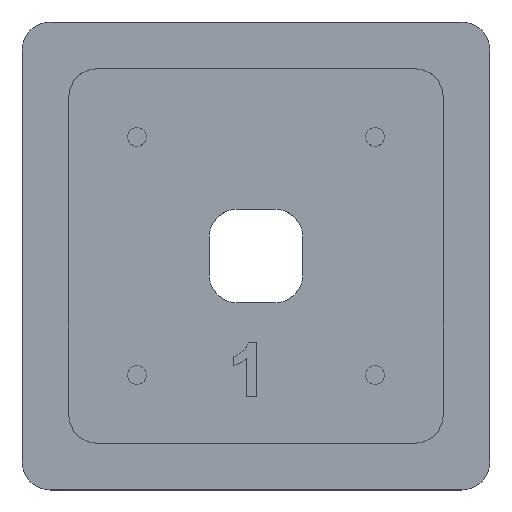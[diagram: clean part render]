
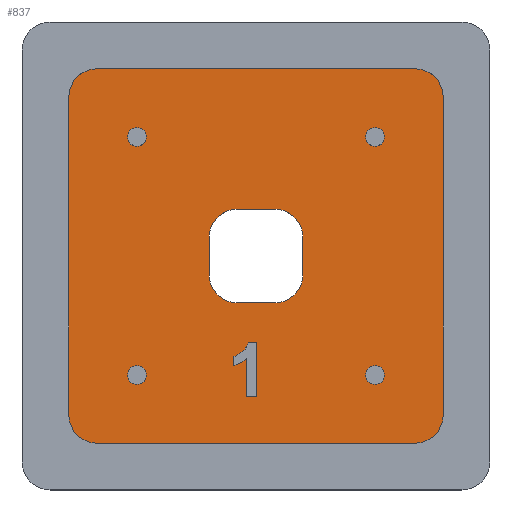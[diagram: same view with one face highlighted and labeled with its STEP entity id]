
A CAD part, top view. The second image highlights one B-rep face of the part: STEP entity #837.
In plain terms, the highlighted planar face has unit normal (0, 0, 1).
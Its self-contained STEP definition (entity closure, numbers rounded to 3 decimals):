
#449 = EDGE_CURVE('',#450,#452,#454,.T.);
#450 = VERTEX_POINT('',#451);
#451 = CARTESIAN_POINT('',(20.,23.,1.));
#452 = VERTEX_POINT('',#453);
#453 = CARTESIAN_POINT('',(20.,27.,1.));
#454 = LINE('',#455,#456);
#455 = CARTESIAN_POINT('',(20.,22.5,1.));
#456 = VECTOR('',#457,1.);
#457 = DIRECTION('',(0.,1.,0.));
#480 = EDGE_CURVE('',#450,#481,#483,.T.);
#481 = VERTEX_POINT('',#482);
#482 = CARTESIAN_POINT('',(23.,20.,1.));
#483 = CIRCLE('',#484,3.);
#484 = AXIS2_PLACEMENT_3D('',#485,#486,#487);
#485 = CARTESIAN_POINT('',(23.,23.,1.));
#486 = DIRECTION('',(0.,-0.,1.));
#487 = DIRECTION('',(0.,1.,0.));
#505 = EDGE_CURVE('',#452,#506,#508,.T.);
#506 = VERTEX_POINT('',#507);
#507 = CARTESIAN_POINT('',(23.,30.,1.));
#508 = CIRCLE('',#509,3.);
#509 = AXIS2_PLACEMENT_3D('',#510,#511,#512);
#510 = CARTESIAN_POINT('',(23.,27.,1.));
#511 = DIRECTION('',(0.,0.,-1.));
#512 = DIRECTION('',(0.,1.,0.));
#530 = EDGE_CURVE('',#531,#481,#533,.T.);
#531 = VERTEX_POINT('',#532);
#532 = CARTESIAN_POINT('',(27.,20.,1.));
#533 = LINE('',#534,#535);
#534 = CARTESIAN_POINT('',(27.5,20.,1.));
#535 = VECTOR('',#536,1.);
#536 = DIRECTION('',(-1.,0.,0.));
#554 = EDGE_CURVE('',#506,#555,#557,.T.);
#555 = VERTEX_POINT('',#556);
#556 = CARTESIAN_POINT('',(27.,30.,1.));
#557 = LINE('',#558,#559);
#558 = CARTESIAN_POINT('',(22.5,30.,1.));
#559 = VECTOR('',#560,1.);
#560 = DIRECTION('',(1.,0.,0.));
#578 = EDGE_CURVE('',#531,#579,#581,.T.);
#579 = VERTEX_POINT('',#580);
#580 = CARTESIAN_POINT('',(30.,23.,1.));
#581 = CIRCLE('',#582,3.);
#582 = AXIS2_PLACEMENT_3D('',#583,#584,#585);
#583 = CARTESIAN_POINT('',(27.,23.,1.));
#584 = DIRECTION('',(0.,-0.,1.));
#585 = DIRECTION('',(0.,1.,0.));
#603 = EDGE_CURVE('',#604,#555,#606,.T.);
#604 = VERTEX_POINT('',#605);
#605 = CARTESIAN_POINT('',(30.,27.,1.));
#606 = CIRCLE('',#607,3.);
#607 = AXIS2_PLACEMENT_3D('',#608,#609,#610);
#608 = CARTESIAN_POINT('',(27.,27.,1.));
#609 = DIRECTION('',(0.,-0.,1.));
#610 = DIRECTION('',(0.,1.,0.));
#628 = EDGE_CURVE('',#604,#579,#629,.T.);
#629 = LINE('',#630,#631);
#630 = CARTESIAN_POINT('',(30.,27.5,1.));
#631 = VECTOR('',#632,1.);
#632 = DIRECTION('',(0.,-1.,0.));
#647 = VERTEX_POINT('',#648);
#648 = CARTESIAN_POINT('',(5.,8.,1.));
#654 = EDGE_CURVE('',#647,#655,#657,.T.);
#655 = VERTEX_POINT('',#656);
#656 = CARTESIAN_POINT('',(5.,42.,1.));
#657 = LINE('',#658,#659);
#658 = CARTESIAN_POINT('',(5.,5.,1.));
#659 = VECTOR('',#660,1.);
#660 = DIRECTION('',(0.,1.,0.));
#678 = VERTEX_POINT('',#679);
#679 = CARTESIAN_POINT('',(8.,5.,1.));
#685 = EDGE_CURVE('',#647,#678,#686,.T.);
#686 = CIRCLE('',#687,3.);
#687 = AXIS2_PLACEMENT_3D('',#688,#689,#690);
#688 = CARTESIAN_POINT('',(8.,8.,1.));
#689 = DIRECTION('',(0.,-0.,1.));
#690 = DIRECTION('',(0.,1.,0.));
#703 = VERTEX_POINT('',#704);
#704 = CARTESIAN_POINT('',(8.,45.,1.));
#710 = EDGE_CURVE('',#655,#703,#711,.T.);
#711 = CIRCLE('',#712,3.);
#712 = AXIS2_PLACEMENT_3D('',#713,#714,#715);
#713 = CARTESIAN_POINT('',(8.,42.,1.));
#714 = DIRECTION('',(0.,0.,-1.));
#715 = DIRECTION('',(0.,1.,0.));
#728 = VERTEX_POINT('',#729);
#729 = CARTESIAN_POINT('',(42.,5.,1.));
#735 = EDGE_CURVE('',#728,#678,#736,.T.);
#736 = LINE('',#737,#738);
#737 = CARTESIAN_POINT('',(45.,5.,1.));
#738 = VECTOR('',#739,1.);
#739 = DIRECTION('',(-1.,0.,0.));
#752 = EDGE_CURVE('',#703,#753,#755,.T.);
#753 = VERTEX_POINT('',#754);
#754 = CARTESIAN_POINT('',(42.,45.,1.));
#755 = LINE('',#756,#757);
#756 = CARTESIAN_POINT('',(5.,45.,1.));
#757 = VECTOR('',#758,1.);
#758 = DIRECTION('',(1.,0.,0.));
#776 = VERTEX_POINT('',#777);
#777 = CARTESIAN_POINT('',(45.,8.,1.));
#783 = EDGE_CURVE('',#728,#776,#784,.T.);
#784 = CIRCLE('',#785,3.);
#785 = AXIS2_PLACEMENT_3D('',#786,#787,#788);
#786 = CARTESIAN_POINT('',(42.,8.,1.));
#787 = DIRECTION('',(0.,-0.,1.));
#788 = DIRECTION('',(0.,1.,0.));
#801 = EDGE_CURVE('',#802,#753,#804,.T.);
#802 = VERTEX_POINT('',#803);
#803 = CARTESIAN_POINT('',(45.,42.,1.));
#804 = CIRCLE('',#805,3.);
#805 = AXIS2_PLACEMENT_3D('',#806,#807,#808);
#806 = CARTESIAN_POINT('',(42.,42.,1.));
#807 = DIRECTION('',(0.,-0.,1.));
#808 = DIRECTION('',(0.,1.,0.));
#826 = EDGE_CURVE('',#802,#776,#827,.T.);
#827 = LINE('',#828,#829);
#828 = CARTESIAN_POINT('',(45.,45.,1.));
#829 = VECTOR('',#830,1.);
#830 = DIRECTION('',(0.,-1.,0.));
#837 = ADVANCED_FACE('',(#838,#848,#859,#925,#936,#946,#957),#968,.F.);
#838 = FACE_BOUND('',#839,.F.);
#839 = EDGE_LOOP('',(#840,#841,#842,#843,#844,#845,#846,#847));
#840 = ORIENTED_EDGE('',*,*,#752,.T.);
#841 = ORIENTED_EDGE('',*,*,#801,.F.);
#842 = ORIENTED_EDGE('',*,*,#826,.T.);
#843 = ORIENTED_EDGE('',*,*,#783,.F.);
#844 = ORIENTED_EDGE('',*,*,#735,.T.);
#845 = ORIENTED_EDGE('',*,*,#685,.F.);
#846 = ORIENTED_EDGE('',*,*,#654,.T.);
#847 = ORIENTED_EDGE('',*,*,#710,.T.);
#848 = FACE_BOUND('',#849,.F.);
#849 = EDGE_LOOP('',(#850));
#850 = ORIENTED_EDGE('',*,*,#851,.T.);
#851 = EDGE_CURVE('',#852,#852,#854,.T.);
#852 = VERTEX_POINT('',#853);
#853 = CARTESIAN_POINT('',(38.725,12.275,1.));
#854 = CIRCLE('',#855,1.);
#855 = AXIS2_PLACEMENT_3D('',#856,#857,#858);
#856 = CARTESIAN_POINT('',(37.725,12.275,1.));
#857 = DIRECTION('',(0.,0.,1.));
#858 = DIRECTION('',(1.,0.,0.));
#859 = FACE_BOUND('',#860,.F.);
#860 = EDGE_LOOP('',(#861,#871,#879,#887,#895,#903,#911,#919));
#861 = ORIENTED_EDGE('',*,*,#862,.F.);
#862 = EDGE_CURVE('',#863,#865,#867,.T.);
#863 = VERTEX_POINT('',#864);
#864 = CARTESIAN_POINT('',(25.08,10.,1.));
#865 = VERTEX_POINT('',#866);
#866 = CARTESIAN_POINT('',(24.008,10.,1.));
#867 = LINE('',#868,#869);
#868 = CARTESIAN_POINT('',(25.08,10.,1.));
#869 = VECTOR('',#870,1.);
#870 = DIRECTION('',(-1.,0.,0.));
#871 = ORIENTED_EDGE('',*,*,#872,.F.);
#872 = EDGE_CURVE('',#873,#863,#875,.T.);
#873 = VERTEX_POINT('',#874);
#874 = CARTESIAN_POINT('',(25.08,15.707,1.));
#875 = LINE('',#876,#877);
#876 = CARTESIAN_POINT('',(25.08,15.707,1.));
#877 = VECTOR('',#878,1.);
#878 = DIRECTION('',(0.,-1.,0.));
#879 = ORIENTED_EDGE('',*,*,#880,.F.);
#880 = EDGE_CURVE('',#881,#873,#883,.T.);
#881 = VERTEX_POINT('',#882);
#882 = CARTESIAN_POINT('',(24.209,15.707,1.));
#883 = LINE('',#884,#885);
#884 = CARTESIAN_POINT('',(24.209,15.707,1.));
#885 = VECTOR('',#886,1.);
#886 = DIRECTION('',(1.,0.,0.));
#887 = ORIENTED_EDGE('',*,*,#888,.F.);
#888 = EDGE_CURVE('',#889,#881,#891,.T.);
#889 = VERTEX_POINT('',#890);
#890 = CARTESIAN_POINT('',(23.531,14.78,1.));
#891 = B_SPLINE_CURVE_WITH_KNOTS('',2,(#892,#893,#894),.UNSPECIFIED.,.F.
  ,.F.,(3,3),(0.,1.),.PIECEWISE_BEZIER_KNOTS.);
#892 = CARTESIAN_POINT('',(23.531,14.78,1.));
#893 = CARTESIAN_POINT('',(24.025,15.177,1.));
#894 = CARTESIAN_POINT('',(24.209,15.707,1.));
#895 = ORIENTED_EDGE('',*,*,#896,.F.);
#896 = EDGE_CURVE('',#897,#889,#899,.T.);
#897 = VERTEX_POINT('',#898);
#898 = CARTESIAN_POINT('',(22.619,14.239,1.));
#899 = B_SPLINE_CURVE_WITH_KNOTS('',2,(#900,#901,#902),.UNSPECIFIED.,.F.
  ,.F.,(3,3),(0.,1.),.PIECEWISE_BEZIER_KNOTS.);
#900 = CARTESIAN_POINT('',(22.619,14.239,1.));
#901 = CARTESIAN_POINT('',(23.039,14.382,1.));
#902 = CARTESIAN_POINT('',(23.531,14.78,1.));
#903 = ORIENTED_EDGE('',*,*,#904,.F.);
#904 = EDGE_CURVE('',#905,#897,#907,.T.);
#905 = VERTEX_POINT('',#906);
#906 = CARTESIAN_POINT('',(22.619,13.261,1.));
#907 = LINE('',#908,#909);
#908 = CARTESIAN_POINT('',(22.619,13.261,1.));
#909 = VECTOR('',#910,1.);
#910 = DIRECTION('',(0.,1.,0.));
#911 = ORIENTED_EDGE('',*,*,#912,.F.);
#912 = EDGE_CURVE('',#913,#905,#915,.T.);
#913 = VERTEX_POINT('',#914);
#914 = CARTESIAN_POINT('',(24.008,14.079,1.));
#915 = B_SPLINE_CURVE_WITH_KNOTS('',2,(#916,#917,#918),.UNSPECIFIED.,.F.
  ,.F.,(3,3),(0.,1.),.PIECEWISE_BEZIER_KNOTS.);
#916 = CARTESIAN_POINT('',(24.008,14.079,1.));
#917 = CARTESIAN_POINT('',(23.419,13.526,1.));
#918 = CARTESIAN_POINT('',(22.619,13.261,1.));
#919 = ORIENTED_EDGE('',*,*,#920,.F.);
#920 = EDGE_CURVE('',#865,#913,#921,.T.);
#921 = LINE('',#922,#923);
#922 = CARTESIAN_POINT('',(24.008,10.,1.));
#923 = VECTOR('',#924,1.);
#924 = DIRECTION('',(0.,1.,0.));
#925 = FACE_BOUND('',#926,.F.);
#926 = EDGE_LOOP('',(#927));
#927 = ORIENTED_EDGE('',*,*,#928,.T.);
#928 = EDGE_CURVE('',#929,#929,#931,.T.);
#929 = VERTEX_POINT('',#930);
#930 = CARTESIAN_POINT('',(13.275,12.275,1.));
#931 = CIRCLE('',#932,1.);
#932 = AXIS2_PLACEMENT_3D('',#933,#934,#935);
#933 = CARTESIAN_POINT('',(12.275,12.275,1.));
#934 = DIRECTION('',(0.,0.,1.));
#935 = DIRECTION('',(1.,0.,0.));
#936 = FACE_BOUND('',#937,.F.);
#937 = EDGE_LOOP('',(#938,#939,#940,#941,#942,#943,#944,#945));
#938 = ORIENTED_EDGE('',*,*,#449,.F.);
#939 = ORIENTED_EDGE('',*,*,#480,.T.);
#940 = ORIENTED_EDGE('',*,*,#530,.F.);
#941 = ORIENTED_EDGE('',*,*,#578,.T.);
#942 = ORIENTED_EDGE('',*,*,#628,.F.);
#943 = ORIENTED_EDGE('',*,*,#603,.T.);
#944 = ORIENTED_EDGE('',*,*,#554,.F.);
#945 = ORIENTED_EDGE('',*,*,#505,.F.);
#946 = FACE_BOUND('',#947,.F.);
#947 = EDGE_LOOP('',(#948));
#948 = ORIENTED_EDGE('',*,*,#949,.T.);
#949 = EDGE_CURVE('',#950,#950,#952,.T.);
#950 = VERTEX_POINT('',#951);
#951 = CARTESIAN_POINT('',(38.725,37.725,1.));
#952 = CIRCLE('',#953,1.);
#953 = AXIS2_PLACEMENT_3D('',#954,#955,#956);
#954 = CARTESIAN_POINT('',(37.725,37.725,1.));
#955 = DIRECTION('',(0.,0.,1.));
#956 = DIRECTION('',(1.,0.,0.));
#957 = FACE_BOUND('',#958,.F.);
#958 = EDGE_LOOP('',(#959));
#959 = ORIENTED_EDGE('',*,*,#960,.T.);
#960 = EDGE_CURVE('',#961,#961,#963,.T.);
#961 = VERTEX_POINT('',#962);
#962 = CARTESIAN_POINT('',(13.275,37.725,1.));
#963 = CIRCLE('',#964,1.);
#964 = AXIS2_PLACEMENT_3D('',#965,#966,#967);
#965 = CARTESIAN_POINT('',(12.275,37.725,1.));
#966 = DIRECTION('',(0.,0.,1.));
#967 = DIRECTION('',(1.,0.,0.));
#968 = PLANE('',#969);
#969 = AXIS2_PLACEMENT_3D('',#970,#971,#972);
#970 = CARTESIAN_POINT('',(25.,25.,1.));
#971 = DIRECTION('',(-0.,-0.,-1.));
#972 = DIRECTION('',(-1.,0.,0.));
